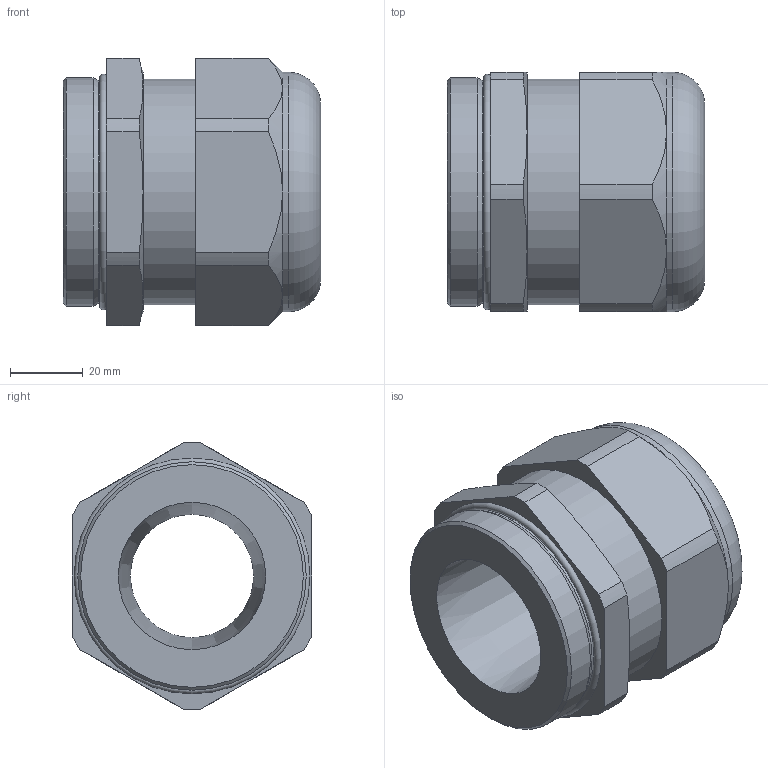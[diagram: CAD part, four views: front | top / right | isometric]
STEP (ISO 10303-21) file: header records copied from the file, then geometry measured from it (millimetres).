
FILE_DESCRIPTION( ( 'STEP AP214' ), '1' );
FILE_NAME( 'SKINTOP ST-M 63x1,5 Art. Nr. 53111270(F=34).stp', '2020-06-03T07:27:57', ( 'License CC BY-ND 4.0' ), ( 'CADENAS' ), ' ', 'PARTsolutions', ' ' );
FILE_SCHEMA( ( 'AUTOMOTIVE_DESIGN { 1 0 10303 214 1 1 1 1 }' ) );
Length unit declared in the file: millimetre
Products named in the file (1): _SKINTOP ST-M 63x1,5      Art. Nr. 53111270(F=34)
Bounding box: 71 x 66 x 73.89 mm (x, y, z)
Volume: 167914.4 mm3; surface area: 29502.1 mm2
Topology: 1 solids, 2 shells, 80 faces, 199 edges, 127 vertices
Faces by surface type: plane 34, cylinder 28, cone 15, torus 3
Full cylindrical faces by diameter (mm): 34 x1, 61.38 x2, 62.2 x1, 63 x1, 66 x1
Entity records: 3070 total; most frequent: CARTESIAN_POINT 550, DIRECTION 394, ORIENTED_EDGE 368, EDGE_CURVE 184, AXIS2_PLACEMENT_3D 153, VERTEX_POINT 125, EDGE_LOOP 100, FACE_OUTER_BOUND 89
